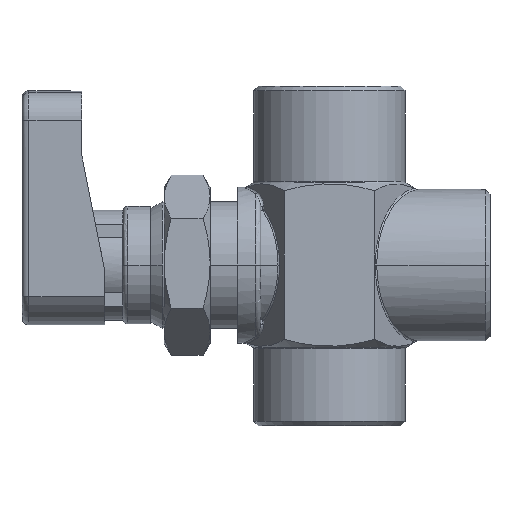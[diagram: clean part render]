
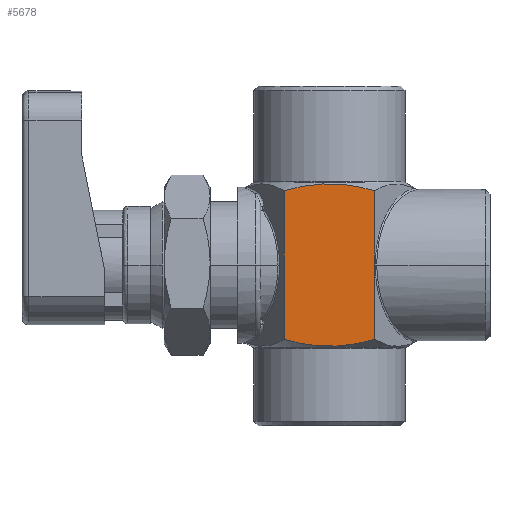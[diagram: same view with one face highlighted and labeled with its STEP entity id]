
A CAD part, top view. The second image highlights one B-rep face of the part: STEP entity #5678.
In plain terms, the highlighted planar face has unit normal (0, 0, 1).
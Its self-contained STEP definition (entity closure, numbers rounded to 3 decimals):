
#251 = CARTESIAN_POINT ( 'NONE',  ( 4.907, -43., 8.5 ) ) ;
#252 = DIRECTION ( 'NONE',  ( 0., 1., 0. ) ) ;
#267 = CARTESIAN_POINT ( 'NONE',  ( -4.907, -43., 8.5 ) ) ;
#268 = DIRECTION ( 'NONE',  ( 0., 1., 0. ) ) ;
#696 = B_SPLINE_CURVE_WITH_KNOTS ( 'NONE', 3,
 ( #6455, #6464, #6475, #6476, #6477, #6478, #6479, #6480, #6481, #6482 ),
 .UNSPECIFIED., .F., .F.,
 ( 4, 2, 2, 2, 4 ),
 ( 0.022, 0.024, 0.027, 0.029, 0.032 ),
 .UNSPECIFIED. ) ;
#702 = B_SPLINE_CURVE_WITH_KNOTS ( 'NONE', 3,
 ( #6512, #6517, #6525, #6526, #6527, #6528, #6529, #6530, #6531, #6532 ),
 .UNSPECIFIED., .F., .F.,
 ( 4, 2, 2, 2, 4 ),
 ( 0.009, 0.011, 0.014, 0.016, 0.019 ),
 .UNSPECIFIED. ) ;
#851 = CARTESIAN_POINT ( 'NONE',  ( -4.907, -29.096, 8.5 ) ) ;
#855 = CARTESIAN_POINT ( 'NONE',  ( 4.907, -29.096, 8.5 ) ) ;
#860 = CARTESIAN_POINT ( 'NONE',  ( -4.907, -12.904, 8.5 ) ) ;
#3289 = EDGE_LOOP ( 'NONE', ( #16360, #16361, #16362, #16363 ) ) ;
#5237 = EDGE_CURVE ( 'NONE', #11125, #11987, #696, .T. ) ;
#5246 = EDGE_CURVE ( 'NONE', #11978, #11982, #702, .T. ) ;
#5296 = CARTESIAN_POINT ( 'NONE',  ( 4.907, -12.904, 8.5 ) ) ;
#5678 = ADVANCED_FACE ( 'NONE', ( #5992 ), #20630, .T. ) ;
#5992 = FACE_OUTER_BOUND ( 'NONE', #3289, .T. ) ;
#6455 = CARTESIAN_POINT ( 'NONE',  ( 4.907, -12.904, 8.5 ) ) ;
#6464 = CARTESIAN_POINT ( 'NONE',  ( 4.114, -12.675, 8.5 ) ) ;
#6475 = CARTESIAN_POINT ( 'NONE',  ( 3.311, -12.484, 8.5 ) ) ;
#6476 = CARTESIAN_POINT ( 'NONE',  ( 1.672, -12.218, 8.5 ) ) ;
#6477 = CARTESIAN_POINT ( 'NONE',  ( 0.831, -12.144, 8.5 ) ) ;
#6478 = CARTESIAN_POINT ( 'NONE',  ( -0.828, -12.144, 8.5 ) ) ;
#6479 = CARTESIAN_POINT ( 'NONE',  ( -1.652, -12.216, 8.5 ) ) ;
#6480 = CARTESIAN_POINT ( 'NONE',  ( -3.291, -12.48, 8.5 ) ) ;
#6481 = CARTESIAN_POINT ( 'NONE',  ( -4.109, -12.673, 8.5 ) ) ;
#6482 = CARTESIAN_POINT ( 'NONE',  ( -4.907, -12.904, 8.5 ) ) ;
#6512 = CARTESIAN_POINT ( 'NONE',  ( -4.907, -29.096, 8.5 ) ) ;
#6517 = CARTESIAN_POINT ( 'NONE',  ( -4.109, -29.327, 8.5 ) ) ;
#6525 = CARTESIAN_POINT ( 'NONE',  ( -3.291, -29.52, 8.5 ) ) ;
#6526 = CARTESIAN_POINT ( 'NONE',  ( -1.652, -29.784, 8.5 ) ) ;
#6527 = CARTESIAN_POINT ( 'NONE',  ( -0.828, -29.856, 8.5 ) ) ;
#6528 = CARTESIAN_POINT ( 'NONE',  ( 0.831, -29.856, 8.5 ) ) ;
#6529 = CARTESIAN_POINT ( 'NONE',  ( 1.672, -29.782, 8.5 ) ) ;
#6530 = CARTESIAN_POINT ( 'NONE',  ( 3.311, -29.516, 8.5 ) ) ;
#6531 = CARTESIAN_POINT ( 'NONE',  ( 4.114, -29.325, 8.5 ) ) ;
#6532 = CARTESIAN_POINT ( 'NONE',  ( 4.907, -29.096, 8.5 ) ) ;
#8513 = LINE ( 'NONE', #251, #8515 ) ;
#8514 = LINE ( 'NONE', #267, #8516 ) ;
#8515 = VECTOR ( 'NONE', #252, 1000. ) ;
#8516 = VECTOR ( 'NONE', #268, 1000. ) ;
#11125 = VERTEX_POINT ( 'NONE', #5296 ) ;
#11978 = VERTEX_POINT ( 'NONE', #851 ) ;
#11982 = VERTEX_POINT ( 'NONE', #855 ) ;
#11987 = VERTEX_POINT ( 'NONE', #860 ) ;
#16360 = ORIENTED_EDGE ( 'NONE', *, *, #5246, .T. ) ;
#16361 = ORIENTED_EDGE ( 'NONE', *, *, #20281, .T. ) ;
#16362 = ORIENTED_EDGE ( 'NONE', *, *, #5237, .T. ) ;
#16363 = ORIENTED_EDGE ( 'NONE', *, *, #20284, .F. ) ;
#20281 = EDGE_CURVE ( 'NONE', #11982, #11125, #8513, .T. ) ;
#20284 = EDGE_CURVE ( 'NONE', #11978, #11987, #8514, .T. ) ;
#20506 = AXIS2_PLACEMENT_3D ( 'NONE', #20632, #20637, #20638 ) ;
#20630 = PLANE ( 'NONE',  #20506 ) ;
#20632 = CARTESIAN_POINT ( 'NONE',  ( -4.907, -43., 8.5 ) ) ;
#20637 = DIRECTION ( 'NONE',  ( 0., 0., 1. ) ) ;
#20638 = DIRECTION ( 'NONE',  ( 1., 0., 0. ) ) ;
